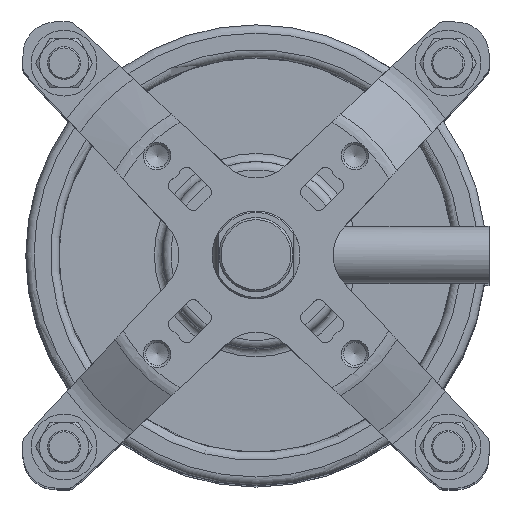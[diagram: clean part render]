
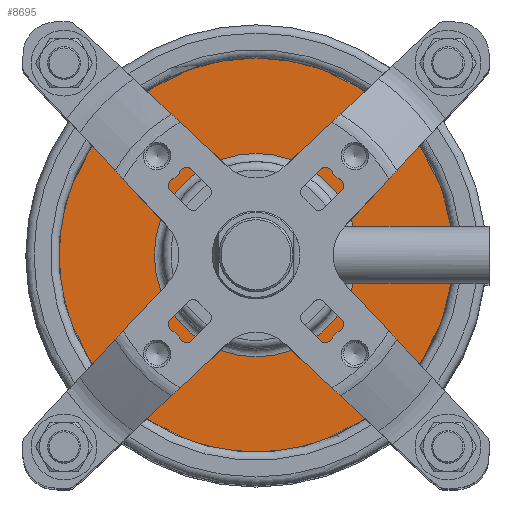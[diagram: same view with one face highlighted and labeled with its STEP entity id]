
A CAD part, top view. The second image highlights one B-rep face of the part: STEP entity #8695.
In plain terms, the highlighted planar face has unit normal (0, 0, 1).
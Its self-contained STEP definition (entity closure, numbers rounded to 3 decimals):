
#1234=PLANE('',#9618);
#1437=CIRCLE('',#9143,71.9);
#1691=CIRCLE('',#9585,37.1);
#3514=ORIENTED_EDGE('',*,*,#4769,.F.);
#3515=ORIENTED_EDGE('',*,*,#5453,.T.);
#4769=EDGE_CURVE('',#6007,#6007,#1437,.T.);
#5453=EDGE_CURVE('',#6473,#6473,#1691,.T.);
#6007=VERTEX_POINT('',#13564);
#6473=VERTEX_POINT('',#15289);
#7312=EDGE_LOOP('',(#3514));
#7313=EDGE_LOOP('',(#3515));
#7952=FACE_BOUND('',#7312,.T.);
#7953=FACE_BOUND('',#7313,.T.);
#8695=ADVANCED_FACE('',(#7952,#7953),#1234,.F.);
#9143=AXIS2_PLACEMENT_3D('',#13563,#10431,#10432);
#9585=AXIS2_PLACEMENT_3D('',#15288,#11633,#11634);
#9618=AXIS2_PLACEMENT_3D('',#15322,#11699,#11700);
#10431=DIRECTION('',(0.,0.,-1.));
#10432=DIRECTION('',(0.,1.,0.));
#11633=DIRECTION('',(0.,0.,-1.));
#11634=DIRECTION('',(0.,1.,0.));
#11699=DIRECTION('',(0.,0.,-1.));
#11700=DIRECTION('',(-1.,0.,0.));
#13563=CARTESIAN_POINT('',(0.,0.,-3.));
#13564=CARTESIAN_POINT('',(0.,71.9,-3.));
#15288=CARTESIAN_POINT('',(0.,0.,-3.));
#15289=CARTESIAN_POINT('',(0.,37.1,-3.));
#15322=CARTESIAN_POINT('',(0.,0.,-3.));
